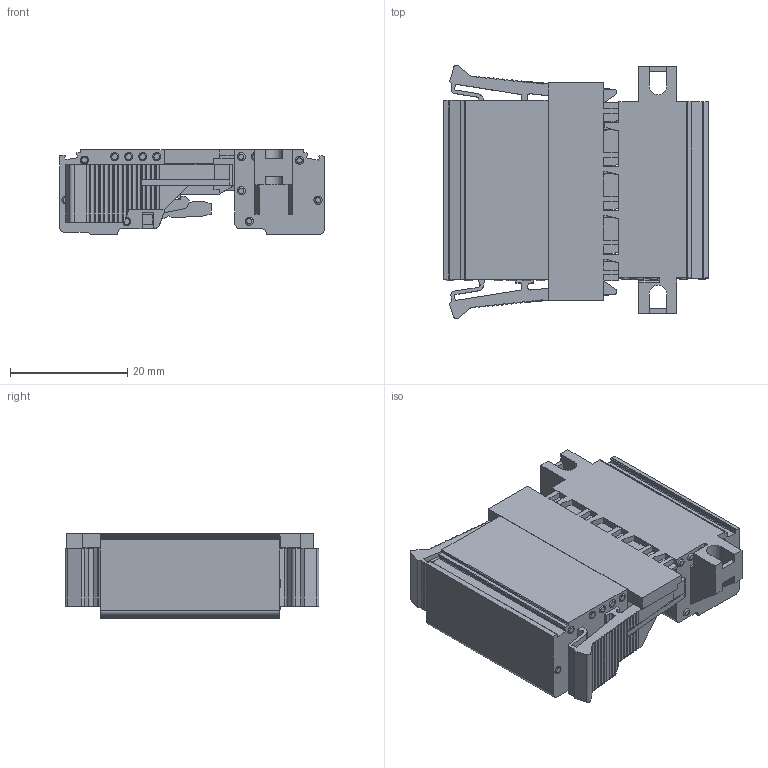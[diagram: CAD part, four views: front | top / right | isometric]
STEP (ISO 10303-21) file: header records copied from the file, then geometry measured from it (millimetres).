
FILE_DESCRIPTION(/* description */ ('Unknown'),/* implementation_level */ '2;1');
FILE_NAME(/* name */ 'DPSC7.50PM-4W_3D_SOLID',/* time_stamp */ '2025-02-19T12:05:24+06:00',/* author */ ('Unknown'),/* organization */ ('Unknown'),/* preprocessor_version */ 'ST-DEVELOPER v16.7',/* originating_system */ 'Solid Edge',/* authorisation */ 'Unknown');
FILE_SCHEMA (('AUTOMOTIVE_DESIGN {1 0 10303 214 3 1 1}'));
Products named in the file (1): DPSC7.50PM-4W_3D_SOLID
Bounding box: 45.25 x 43.35 x 14.5 mm (x, y, z)
Volume: 16376.1 mm3; surface area: 12036.7 mm2
Topology: 1 solids, 15 shells, 1772 faces, 5165 edges, 3394 vertices
Faces by surface type: plane 1240, cylinder 376, bspline 111, torus 21, cone 14, sphere 10
Full cylindrical faces by diameter (mm): 2.9 x2, 3.7 x4
Entity records: 72621 total; most frequent: CARTESIAN_POINT 13695, ORIENTED_EDGE 10220, DIRECTION 8995, EDGE_CURVE 5110, LINE 3825, VECTOR 3825, VERTEX_POINT 3383, AXIS2_PLACEMENT_3D 2585
